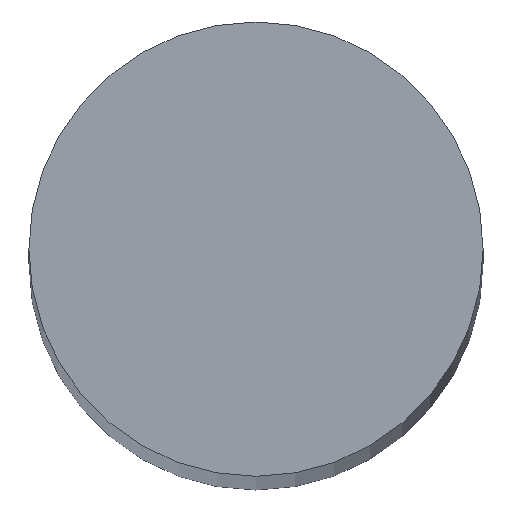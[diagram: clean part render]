
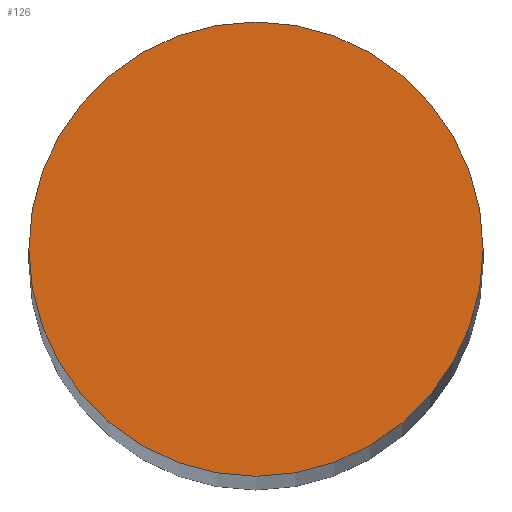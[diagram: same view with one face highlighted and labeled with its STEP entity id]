
A CAD part, top view. The second image highlights one B-rep face of the part: STEP entity #126.
In plain terms, the highlighted planar face has unit normal (0, 0, 1).
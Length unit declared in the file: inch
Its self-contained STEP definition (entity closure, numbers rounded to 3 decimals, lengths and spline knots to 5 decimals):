
#8 = DIRECTION ( 'NONE',  ( 0., 0., 1. ) ) ;
#9 = AXIS2_PLACEMENT_3D ( 'NONE', #175, #29, #160 ) ;
#16 = CARTESIAN_POINT ( 'NONE',  ( 0., 0., 0. ) ) ;
#24 = EDGE_CURVE ( 'NONE', #171, #170, #40, .T. ) ;
#27 = AXIS2_PLACEMENT_3D ( 'NONE', #16, #8, #110 ) ;
#29 = DIRECTION ( 'NONE',  ( 0., 0., 1. ) ) ;
#40 = CIRCLE ( 'NONE', #27, 0.008 ) ;
#49 = AXIS2_PLACEMENT_3D ( 'NONE', #152, #130, #150 ) ;
#52 = ORIENTED_EDGE ( 'NONE', *, *, #53, .T. ) ;
#53 = EDGE_CURVE ( 'NONE', #170, #171, #138, .T. ) ;
#56 = ORIENTED_EDGE ( 'NONE', *, *, #24, .T. ) ;
#85 = PLANE ( 'NONE',  #49 ) ;
#108 = FACE_OUTER_BOUND ( 'NONE', #154, .T. ) ;
#110 = DIRECTION ( 'NONE',  ( 1., 0., 0. ) ) ;
#126 = ADVANCED_FACE ( 'NONE', ( #108 ), #85, .T. ) ;
#128 = CARTESIAN_POINT ( 'NONE',  ( -0.008, 0., 0. ) ) ;
#130 = DIRECTION ( 'NONE',  ( 0., 0., 1. ) ) ;
#138 = CIRCLE ( 'NONE', #9, 0.008 ) ;
#150 = DIRECTION ( 'NONE',  ( 1., 0., 0. ) ) ;
#152 = CARTESIAN_POINT ( 'NONE',  ( 0., 0., 0. ) ) ;
#154 = EDGE_LOOP ( 'NONE', ( #56, #52 ) ) ;
#160 = DIRECTION ( 'NONE',  ( 1., 0., 0. ) ) ;
#162 = CARTESIAN_POINT ( 'NONE',  ( 0.008, 0., 0. ) ) ;
#170 = VERTEX_POINT ( 'NONE', #128 ) ;
#171 = VERTEX_POINT ( 'NONE', #162 ) ;
#175 = CARTESIAN_POINT ( 'NONE',  ( 0., 0., 0. ) ) ;
